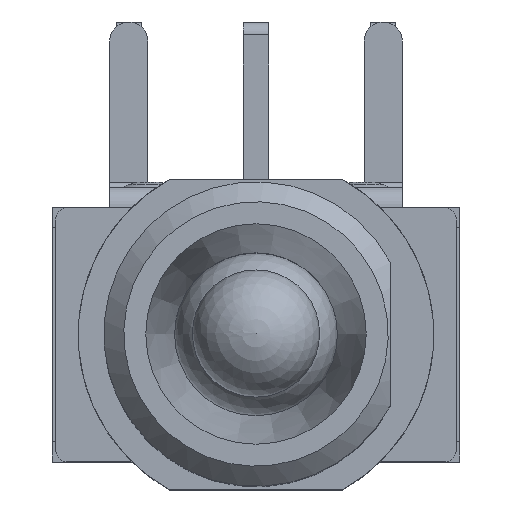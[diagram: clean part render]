
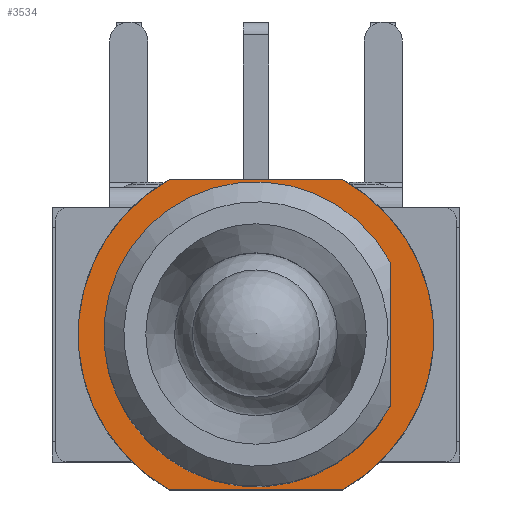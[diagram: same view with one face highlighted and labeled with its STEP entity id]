
A CAD part, top view. The second image highlights one B-rep face of the part: STEP entity #3534.
In plain terms, the highlighted planar face has unit normal (0, 0, 1).
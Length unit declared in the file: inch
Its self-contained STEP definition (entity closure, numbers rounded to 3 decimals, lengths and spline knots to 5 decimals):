
#67=FACE_BOUND('',#376,.T.);
#177=FACE_OUTER_BOUND('',#375,.T.);
#375=EDGE_LOOP('',(#2567,#2568,#2569,#2570));
#376=EDGE_LOOP('',(#2571,#2572));
#576=CIRCLE('',#3799,0.11969);
#577=CIRCLE('',#3803,0.13976);
#578=CIRCLE('',#3806,0.13976);
#725=LINE('',#5337,#1108);
#728=LINE('',#5346,#1111);
#731=LINE('',#5353,#1114);
#1108=VECTOR('',#4302,0.3937);
#1111=VECTOR('',#4311,0.3937);
#1114=VECTOR('',#4320,0.3937);
#1499=VERTEX_POINT('',#5330);
#1500=VERTEX_POINT('',#5332);
#1501=VERTEX_POINT('',#5339);
#1502=VERTEX_POINT('',#5340);
#1503=VERTEX_POINT('',#5345);
#1504=VERTEX_POINT('',#5349);
#1890=EDGE_CURVE('',#1500,#1499,#576,.T.);
#1892=EDGE_CURVE('',#1499,#1500,#725,.T.);
#1893=EDGE_CURVE('',#1501,#1502,#577,.T.);
#1896=EDGE_CURVE('',#1502,#1503,#728,.T.);
#1898=EDGE_CURVE('',#1503,#1504,#578,.T.);
#1900=EDGE_CURVE('',#1504,#1501,#731,.T.);
#2567=ORIENTED_EDGE('',*,*,#1893,.F.);
#2568=ORIENTED_EDGE('',*,*,#1900,.F.);
#2569=ORIENTED_EDGE('',*,*,#1898,.F.);
#2570=ORIENTED_EDGE('',*,*,#1896,.F.);
#2571=ORIENTED_EDGE('',*,*,#1890,.T.);
#2572=ORIENTED_EDGE('',*,*,#1892,.T.);
#3376=PLANE('',#3808);
#3534=ADVANCED_FACE('',(#177,#67),#3376,.T.);
#3799=AXIS2_PLACEMENT_3D('',#5333,#4295,#4296);
#3803=AXIS2_PLACEMENT_3D('',#5341,#4305,#4306);
#3806=AXIS2_PLACEMENT_3D('',#5350,#4315,#4316);
#3808=AXIS2_PLACEMENT_3D('',#5354,#4321,#4322);
#4295=DIRECTION('center_axis',(0.,0.,
-1.));
#4296=DIRECTION('ref_axis',(0.882,0.472,0.));
#4302=DIRECTION('',(0.,-1.,0.));
#4305=DIRECTION('center_axis',(0.,0.,
-1.));
#4306=DIRECTION('ref_axis',(-0.487,0.873,0.));
#4311=DIRECTION('',(-1.,0.,0.));
#4315=DIRECTION('center_axis',(0.,0.,
-1.));
#4316=DIRECTION('ref_axis',(0.487,-0.873,0.));
#4320=DIRECTION('',(1.,0.,0.));
#4321=DIRECTION('center_axis',(0.,0.,
1.));
#4322=DIRECTION('ref_axis',(1.,0.,0.));
#5330=CARTESIAN_POINT('',(0.10551,0.0565,0.3248));
#5332=CARTESIAN_POINT('',(0.10551,-0.0565,0.3248));
#5333=CARTESIAN_POINT('Origin',(0.,0.,
0.3248));
#5337=CARTESIAN_POINT('',(0.10551,0.02825,0.3248));
#5339=CARTESIAN_POINT('',(0.06811,0.12205,0.3248));
#5340=CARTESIAN_POINT('',(0.06811,-0.12205,0.3248));
#5341=CARTESIAN_POINT('Origin',(0.,0.,
0.3248));
#5345=CARTESIAN_POINT('',(-0.06811,-0.12205,0.3248));
#5346=CARTESIAN_POINT('',(0.06811,-0.12205,0.3248));
#5349=CARTESIAN_POINT('',(-0.06811,0.12205,0.3248));
#5350=CARTESIAN_POINT('Origin',(0.,0.,
0.3248));
#5353=CARTESIAN_POINT('',(-0.06811,0.12205,0.3248));
#5354=CARTESIAN_POINT('Origin',(0.,0.,
0.3248));
